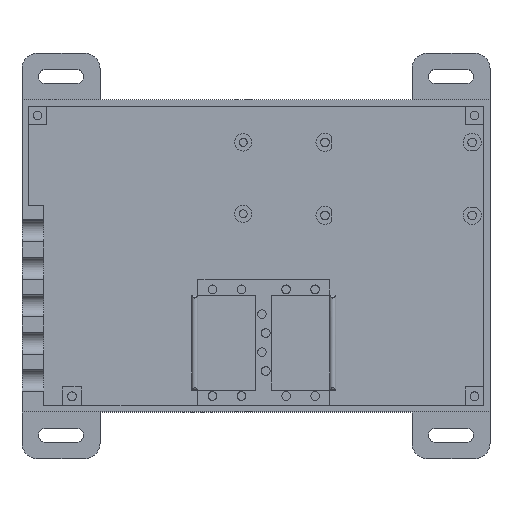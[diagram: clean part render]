
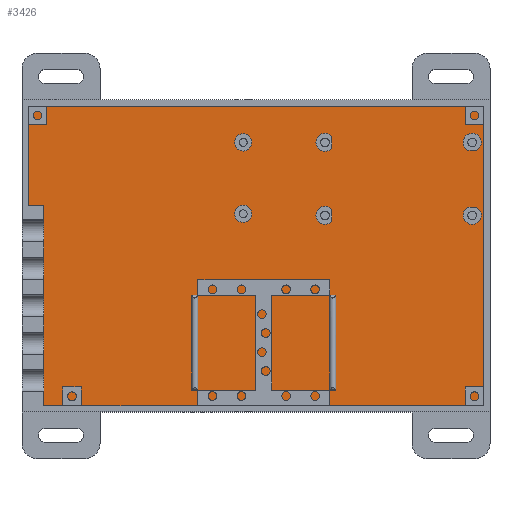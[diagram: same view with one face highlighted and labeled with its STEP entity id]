
A CAD part, top view. The second image highlights one B-rep face of the part: STEP entity #3426.
In plain terms, the highlighted planar face has unit normal (0, 0, 1).
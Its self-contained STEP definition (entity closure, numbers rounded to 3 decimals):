
#36=FACE_BOUND('',#544,.T.);
#37=FACE_BOUND('',#545,.T.);
#38=FACE_BOUND('',#546,.T.);
#39=FACE_BOUND('',#547,.T.);
#40=FACE_BOUND('',#548,.T.);
#41=FACE_BOUND('',#549,.T.);
#42=FACE_BOUND('',#550,.T.);
#43=FACE_BOUND('',#551,.T.);
#196=CIRCLE('',#3682,2.764);
#197=CIRCLE('',#3685,2.764);
#198=CIRCLE('',#3686,2.9);
#199=CIRCLE('',#3687,2.9);
#200=CIRCLE('',#3688,2.9);
#201=CIRCLE('',#3689,2.9);
#342=FACE_OUTER_BOUND('',#543,.T.);
#543=EDGE_LOOP('',(#2543,#2544,#2545,#2546,#2547,#2548));
#544=EDGE_LOOP('',(#2549));
#545=EDGE_LOOP('',(#2550,#2551));
#546=EDGE_LOOP('',(#2552,#2553));
#547=EDGE_LOOP('',(#2554,#2555,#2556,#2557));
#548=EDGE_LOOP('',(#2558,#2559,#2560,#2561));
#549=EDGE_LOOP('',(#2562,#2563));
#550=EDGE_LOOP('',(#2564,#2565));
#551=EDGE_LOOP('',(#2566));
#853=LINE('',#5265,#1214);
#854=LINE('',#5267,#1215);
#855=LINE('',#5269,#1216);
#856=LINE('',#5271,#1217);
#857=LINE('',#5273,#1218);
#858=LINE('',#5274,#1219);
#859=LINE('',#5279,#1220);
#860=LINE('',#5283,#1221);
#861=LINE('',#5287,#1222);
#862=LINE('',#5289,#1223);
#863=LINE('',#5291,#1224);
#864=LINE('',#5292,#1225);
#865=LINE('',#5295,#1226);
#866=LINE('',#5297,#1227);
#867=LINE('',#5299,#1228);
#868=LINE('',#5300,#1229);
#869=LINE('',#5304,#1230);
#870=LINE('',#5308,#1231);
#1214=VECTOR('',#4243,10.);
#1215=VECTOR('',#4244,10.);
#1216=VECTOR('',#4245,10.);
#1217=VECTOR('',#4246,10.);
#1218=VECTOR('',#4247,10.);
#1219=VECTOR('',#4248,10.);
#1220=VECTOR('',#4251,10.);
#1221=VECTOR('',#4254,10.);
#1222=VECTOR('',#4257,10.);
#1223=VECTOR('',#4258,10.);
#1224=VECTOR('',#4259,10.);
#1225=VECTOR('',#4260,10.);
#1226=VECTOR('',#4261,10.);
#1227=VECTOR('',#4262,10.);
#1228=VECTOR('',#4263,10.);
#1229=VECTOR('',#4264,10.);
#1230=VECTOR('',#4267,10.);
#1231=VECTOR('',#4270,10.);
#1566=VERTEX_POINT('',#5258);
#1567=VERTEX_POINT('',#5263);
#1568=VERTEX_POINT('',#5264);
#1569=VERTEX_POINT('',#5266);
#1570=VERTEX_POINT('',#5268);
#1571=VERTEX_POINT('',#5270);
#1572=VERTEX_POINT('',#5272);
#1573=VERTEX_POINT('',#5275);
#1574=VERTEX_POINT('',#5277);
#1575=VERTEX_POINT('',#5278);
#1576=VERTEX_POINT('',#5281);
#1577=VERTEX_POINT('',#5282);
#1578=VERTEX_POINT('',#5285);
#1579=VERTEX_POINT('',#5286);
#1580=VERTEX_POINT('',#5288);
#1581=VERTEX_POINT('',#5290);
#1582=VERTEX_POINT('',#5293);
#1583=VERTEX_POINT('',#5294);
#1584=VERTEX_POINT('',#5296);
#1585=VERTEX_POINT('',#5298);
#1586=VERTEX_POINT('',#5301);
#1587=VERTEX_POINT('',#5302);
#1588=VERTEX_POINT('',#5305);
#1589=VERTEX_POINT('',#5306);
#1941=EDGE_CURVE('',#1566,#1566,#196,.T.);
#1942=EDGE_CURVE('',#1567,#1568,#853,.T.);
#1943=EDGE_CURVE('',#1568,#1569,#854,.T.);
#1944=EDGE_CURVE('',#1569,#1570,#855,.T.);
#1945=EDGE_CURVE('',#1570,#1571,#856,.T.);
#1946=EDGE_CURVE('',#1571,#1572,#857,.T.);
#1947=EDGE_CURVE('',#1572,#1567,#858,.T.);
#1948=EDGE_CURVE('',#1573,#1573,#197,.T.);
#1949=EDGE_CURVE('',#1574,#1575,#859,.T.);
#1950=EDGE_CURVE('',#1575,#1574,#198,.T.);
#1951=EDGE_CURVE('',#1576,#1577,#860,.T.);
#1952=EDGE_CURVE('',#1577,#1576,#199,.T.);
#1953=EDGE_CURVE('',#1578,#1579,#861,.T.);
#1954=EDGE_CURVE('',#1579,#1580,#862,.T.);
#1955=EDGE_CURVE('',#1580,#1581,#863,.T.);
#1956=EDGE_CURVE('',#1581,#1578,#864,.T.);
#1957=EDGE_CURVE('',#1582,#1583,#865,.T.);
#1958=EDGE_CURVE('',#1583,#1584,#866,.T.);
#1959=EDGE_CURVE('',#1584,#1585,#867,.T.);
#1960=EDGE_CURVE('',#1585,#1582,#868,.T.);
#1961=EDGE_CURVE('',#1586,#1587,#200,.T.);
#1962=EDGE_CURVE('',#1587,#1586,#869,.T.);
#1963=EDGE_CURVE('',#1588,#1589,#201,.T.);
#1964=EDGE_CURVE('',#1589,#1588,#870,.T.);
#2543=ORIENTED_EDGE('',*,*,#1942,.T.);
#2544=ORIENTED_EDGE('',*,*,#1943,.T.);
#2545=ORIENTED_EDGE('',*,*,#1944,.T.);
#2546=ORIENTED_EDGE('',*,*,#1945,.T.);
#2547=ORIENTED_EDGE('',*,*,#1946,.T.);
#2548=ORIENTED_EDGE('',*,*,#1947,.T.);
#2549=ORIENTED_EDGE('',*,*,#1948,.T.);
#2550=ORIENTED_EDGE('',*,*,#1949,.T.);
#2551=ORIENTED_EDGE('',*,*,#1950,.T.);
#2552=ORIENTED_EDGE('',*,*,#1951,.T.);
#2553=ORIENTED_EDGE('',*,*,#1952,.T.);
#2554=ORIENTED_EDGE('',*,*,#1953,.T.);
#2555=ORIENTED_EDGE('',*,*,#1954,.T.);
#2556=ORIENTED_EDGE('',*,*,#1955,.T.);
#2557=ORIENTED_EDGE('',*,*,#1956,.T.);
#2558=ORIENTED_EDGE('',*,*,#1957,.T.);
#2559=ORIENTED_EDGE('',*,*,#1958,.T.);
#2560=ORIENTED_EDGE('',*,*,#1959,.T.);
#2561=ORIENTED_EDGE('',*,*,#1960,.T.);
#2562=ORIENTED_EDGE('',*,*,#1961,.T.);
#2563=ORIENTED_EDGE('',*,*,#1962,.T.);
#2564=ORIENTED_EDGE('',*,*,#1963,.T.);
#2565=ORIENTED_EDGE('',*,*,#1964,.T.);
#2566=ORIENTED_EDGE('',*,*,#1941,.T.);
#3282=PLANE('',#3684);
#3426=ADVANCED_FACE('',(#342,#36,#37,#38,#39,#40,#41,#42,#43),#3282,.T.);
#3682=AXIS2_PLACEMENT_3D('',#5260,#4237,#4238);
#3684=AXIS2_PLACEMENT_3D('',#5262,#4241,#4242);
#3685=AXIS2_PLACEMENT_3D('',#5276,#4249,#4250);
#3686=AXIS2_PLACEMENT_3D('',#5280,#4252,#4253);
#3687=AXIS2_PLACEMENT_3D('',#5284,#4255,#4256);
#3688=AXIS2_PLACEMENT_3D('',#5303,#4265,#4266);
#3689=AXIS2_PLACEMENT_3D('',#5307,#4268,#4269);
#4237=DIRECTION('center_axis',(0.,0.,-1.));
#4238=DIRECTION('ref_axis',(-1.,0.,0.));
#4241=DIRECTION('center_axis',(0.,0.,1.));
#4242=DIRECTION('ref_axis',(1.,0.,0.));
#4243=DIRECTION('',(0.,-1.,0.));
#4244=DIRECTION('',(1.,0.,0.));
#4245=DIRECTION('',(0.,1.,0.));
#4246=DIRECTION('',(-1.,0.,0.));
#4247=DIRECTION('',(0.,-1.,0.));
#4248=DIRECTION('',(1.,0.,0.));
#4249=DIRECTION('center_axis',(0.,0.,-1.));
#4250=DIRECTION('ref_axis',(-1.,0.,0.));
#4251=DIRECTION('',(1.,0.,0.));
#4252=DIRECTION('center_axis',(0.,0.,-1.));
#4253=DIRECTION('ref_axis',(-1.,0.,0.));
#4254=DIRECTION('',(-1.,0.,0.));
#4255=DIRECTION('center_axis',(0.,0.,-1.));
#4256=DIRECTION('ref_axis',(-1.,0.,0.));
#4257=DIRECTION('',(1.,0.,0.));
#4258=DIRECTION('',(0.,-1.,0.));
#4259=DIRECTION('',(-1.,0.,0.));
#4260=DIRECTION('',(0.,1.,0.));
#4261=DIRECTION('',(-1.,0.,0.));
#4262=DIRECTION('',(0.,1.,0.));
#4263=DIRECTION('',(1.,0.,0.));
#4264=DIRECTION('',(0.,-1.,0.));
#4265=DIRECTION('center_axis',(0.,0.,-1.));
#4266=DIRECTION('ref_axis',(-1.,0.,0.));
#4267=DIRECTION('',(0.,-1.,0.));
#4268=DIRECTION('center_axis',(0.,0.,-1.));
#4269=DIRECTION('ref_axis',(-1.,0.,0.));
#4270=DIRECTION('',(0.,-1.,0.));
#5258=CARTESIAN_POINT('',(-1.358,13.54,2.));
#5260=CARTESIAN_POINT('Origin',(-4.122,13.54,2.));
#5262=CARTESIAN_POINT('Origin',(0.,0.,
2.));
#5263=CARTESIAN_POINT('',(-68.,16.,2.));
#5264=CARTESIAN_POINT('',(-68.,-48.,2.));
#5265=CARTESIAN_POINT('',(-68.,-8.,2.));
#5266=CARTESIAN_POINT('',(73.,-48.,2.));
#5267=CARTESIAN_POINT('',(36.5,-48.,2.));
#5268=CARTESIAN_POINT('',(73.,48.,2.));
#5269=CARTESIAN_POINT('',(73.,24.,2.));
#5270=CARTESIAN_POINT('',(-73.,48.,2.));
#5271=CARTESIAN_POINT('',(-36.5,48.,2.));
#5272=CARTESIAN_POINT('',(-73.,16.,2.));
#5273=CARTESIAN_POINT('',(-73.,-24.,2.));
#5274=CARTESIAN_POINT('',(-36.5,16.,2.));
#5275=CARTESIAN_POINT('',(-1.358,36.4,2.));
#5276=CARTESIAN_POINT('Origin',(-4.122,36.4,2.));
#5277=CARTESIAN_POINT('',(67.919,15.55,2.));
#5278=CARTESIAN_POINT('',(70.681,15.55,2.));
#5279=CARTESIAN_POINT('',(35.341,15.55,2.));
#5280=CARTESIAN_POINT('Origin',(69.3,13.,2.));
#5281=CARTESIAN_POINT('',(70.681,33.85,2.));
#5282=CARTESIAN_POINT('',(67.919,33.85,2.));
#5283=CARTESIAN_POINT('',(33.959,33.85,2.));
#5284=CARTESIAN_POINT('Origin',(69.3,36.4,2.));
#5285=CARTESIAN_POINT('',(-20.6,-12.6,2.));
#5286=CARTESIAN_POINT('',(-18.6,-12.6,2.));
#5287=CARTESIAN_POINT('',(-19.1,-12.6,2.));
#5288=CARTESIAN_POINT('',(-18.6,-43.,2.));
#5289=CARTESIAN_POINT('',(-18.6,-35.4,2.));
#5290=CARTESIAN_POINT('',(-20.6,-43.,2.));
#5291=CARTESIAN_POINT('',(-20.1,-43.,2.));
#5292=CARTESIAN_POINT('',(-20.6,-35.4,2.));
#5293=CARTESIAN_POINT('',(25.6,-43.,2.));
#5294=CARTESIAN_POINT('',(23.6,-43.,2.));
#5295=CARTESIAN_POINT('',(24.1,-43.,2.));
#5296=CARTESIAN_POINT('',(23.6,-12.6,2.));
#5297=CARTESIAN_POINT('',(23.6,-35.4,2.));
#5298=CARTESIAN_POINT('',(25.6,-12.6,2.));
#5299=CARTESIAN_POINT('',(25.1,-12.6,2.));
#5300=CARTESIAN_POINT('',(25.6,-35.4,2.));
#5301=CARTESIAN_POINT('',(24.3,11.111,2.));
#5302=CARTESIAN_POINT('',(24.3,14.889,2.));
#5303=CARTESIAN_POINT('Origin',(22.1,13.,2.));
#5304=CARTESIAN_POINT('',(24.3,5.555,2.));
#5305=CARTESIAN_POINT('',(24.3,34.511,2.));
#5306=CARTESIAN_POINT('',(24.3,38.289,2.));
#5307=CARTESIAN_POINT('Origin',(22.1,36.4,2.));
#5308=CARTESIAN_POINT('',(24.3,17.255,2.));
